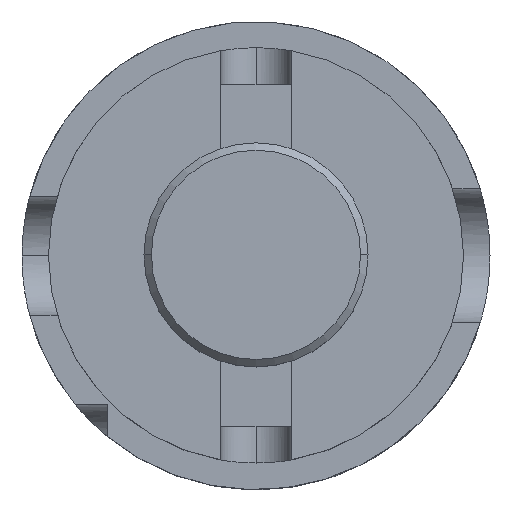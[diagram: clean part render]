
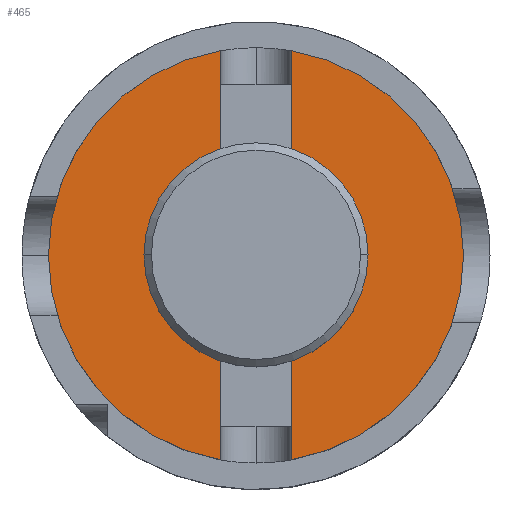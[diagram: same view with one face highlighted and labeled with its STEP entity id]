
A CAD part, top view. The second image highlights one B-rep face of the part: STEP entity #465.
In plain terms, the highlighted planar face has unit normal (0, 0, 1).
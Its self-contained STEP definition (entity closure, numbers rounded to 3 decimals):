
#111 = VERTEX_POINT ( 'NONE', #4590 ) ;
#112 = CARTESIAN_POINT ( 'NONE',  ( 0., 0., 60.198 ) ) ;
#174 = CARTESIAN_POINT ( 'NONE',  ( -27.94, 0., 60.198 ) ) ;
#232 = CIRCLE ( 'NONE', #762, 27.94 ) ;
#303 = VECTOR ( 'NONE', #439, 1000. ) ;
#323 = VERTEX_POINT ( 'NONE', #3562 ) ;
#345 = DIRECTION ( 'NONE',  ( 1., 0., 0. ) ) ;
#363 = LINE ( 'NONE', #2960, #3987 ) ;
#390 = CARTESIAN_POINT ( 'NONE',  ( -4.762, 27.531, 60.198 ) ) ;
#401 = VERTEX_POINT ( 'NONE', #1399 ) ;
#428 = DIRECTION ( 'NONE',  ( 0., 1., 0. ) ) ;
#439 = DIRECTION ( 'NONE',  ( 0., -1., 0. ) ) ;
#459 = DIRECTION ( 'NONE',  ( -1., 0., 0. ) ) ;
#465 = ADVANCED_FACE ( 'NONE', ( #1246, #1351 ), #3358, .T. ) ;
#490 = DIRECTION ( 'NONE',  ( 0., -1., 0. ) ) ;
#665 = ORIENTED_EDGE ( 'NONE', *, *, #2484, .T. ) ;
#745 = LINE ( 'NONE', #3118, #2433 ) ;
#762 = AXIS2_PLACEMENT_3D ( 'NONE', #3962, #2819, #3140 ) ;
#787 = DIRECTION ( 'NONE',  ( 0., 1., 0. ) ) ;
#824 = ORIENTED_EDGE ( 'NONE', *, *, #3662, .T. ) ;
#855 = VERTEX_POINT ( 'NONE', #3655 ) ;
#919 = DIRECTION ( 'NONE',  ( 1., 0., 0. ) ) ;
#963 = VECTOR ( 'NONE', #490, 1000. ) ;
#988 = LINE ( 'NONE', #2197, #1847 ) ;
#1212 = ORIENTED_EDGE ( 'NONE', *, *, #3929, .F. ) ;
#1218 = ORIENTED_EDGE ( 'NONE', *, *, #2877, .F. ) ;
#1246 = FACE_OUTER_BOUND ( 'NONE', #2712, .T. ) ;
#1331 = ORIENTED_EDGE ( 'NONE', *, *, #1697, .T. ) ;
#1351 = FACE_BOUND ( 'NONE', #3665, .T. ) ;
#1363 = EDGE_CURVE ( 'NONE', #1776, #3430, #232, .T. ) ;
#1393 = AXIS2_PLACEMENT_3D ( 'NONE', #1409, #3417, #1955 ) ;
#1399 = CARTESIAN_POINT ( 'NONE',  ( 4.763, 13.5, 60.198 ) ) ;
#1409 = CARTESIAN_POINT ( 'NONE',  ( 0., 0., 60.198 ) ) ;
#1438 = VERTEX_POINT ( 'NONE', #4279 ) ;
#1445 = ORIENTED_EDGE ( 'NONE', *, *, #3880, .F. ) ;
#1500 = CARTESIAN_POINT ( 'NONE',  ( 4.763, 27.94, 60.198 ) ) ;
#1504 = DIRECTION ( 'NONE',  ( 0., 0., -1. ) ) ;
#1632 = AXIS2_PLACEMENT_3D ( 'NONE', #2145, #4669, #345 ) ;
#1673 = CARTESIAN_POINT ( 'NONE',  ( 0., 0., 60.198 ) ) ;
#1680 = EDGE_CURVE ( 'NONE', #323, #1776, #1829, .T. ) ;
#1697 = EDGE_CURVE ( 'NONE', #1438, #111, #4586, .T. ) ;
#1776 = VERTEX_POINT ( 'NONE', #2329 ) ;
#1829 = CIRCLE ( 'NONE', #1393, 27.94 ) ;
#1847 = VECTOR ( 'NONE', #2552, 1000. ) ;
#1864 = CARTESIAN_POINT ( 'NONE',  ( 4.763, -27.531, 60.198 ) ) ;
#1879 = AXIS2_PLACEMENT_3D ( 'NONE', #2813, #3573, #3518 ) ;
#1955 = DIRECTION ( 'NONE',  ( -1., 0., 0. ) ) ;
#1995 = ORIENTED_EDGE ( 'NONE', *, *, #1680, .F. ) ;
#2043 = DIRECTION ( 'NONE',  ( -1., 0., 0. ) ) ;
#2046 = LINE ( 'NONE', #4099, #963 ) ;
#2049 = CIRCLE ( 'NONE', #4465, 27.94 ) ;
#2145 = CARTESIAN_POINT ( 'NONE',  ( 0., 27.94, 60.198 ) ) ;
#2197 = CARTESIAN_POINT ( 'NONE',  ( 4.763, 13.5, 60.198 ) ) ;
#2241 = EDGE_CURVE ( 'NONE', #111, #1438, #3146, .T. ) ;
#2289 = LINE ( 'NONE', #1500, #3145 ) ;
#2329 = CARTESIAN_POINT ( 'NONE',  ( 27.94, 0., 60.198 ) ) ;
#2342 = ORIENTED_EDGE ( 'NONE', *, *, #2825, .F. ) ;
#2433 = VECTOR ( 'NONE', #919, 1000. ) ;
#2436 = ORIENTED_EDGE ( 'NONE', *, *, #3519, .F. ) ;
#2450 = VERTEX_POINT ( 'NONE', #390 ) ;
#2484 = EDGE_CURVE ( 'NONE', #323, #401, #4160, .T. ) ;
#2552 = DIRECTION ( 'NONE',  ( 1., 0., 0. ) ) ;
#2603 = VERTEX_POINT ( 'NONE', #3101 ) ;
#2616 = DIRECTION ( 'NONE',  ( 0., 0., -1. ) ) ;
#2699 = CIRCLE ( 'NONE', #3067, 27.94 ) ;
#2712 = EDGE_LOOP ( 'NONE', ( #2436, #824, #2342, #4120, #1995, #665, #1445, #3864, #1218, #1212 ) ) ;
#2721 = VERTEX_POINT ( 'NONE', #3629 ) ;
#2790 = VERTEX_POINT ( 'NONE', #4037 ) ;
#2810 = EDGE_CURVE ( 'NONE', #2603, #2450, #363, .T. ) ;
#2813 = CARTESIAN_POINT ( 'NONE',  ( 0., 0., 60.198 ) ) ;
#2819 = DIRECTION ( 'NONE',  ( 0., 0., -1. ) ) ;
#2825 = EDGE_CURVE ( 'NONE', #3430, #855, #2289, .T. ) ;
#2877 = EDGE_CURVE ( 'NONE', #4115, #2450, #2049, .T. ) ;
#2960 = CARTESIAN_POINT ( 'NONE',  ( -4.762, 27.94, 60.198 ) ) ;
#3067 = AXIS2_PLACEMENT_3D ( 'NONE', #3683, #1504, #4039 ) ;
#3101 = CARTESIAN_POINT ( 'NONE',  ( -4.762, 13.5, 60.198 ) ) ;
#3118 = CARTESIAN_POINT ( 'NONE',  ( 4.763, -13.5, 60.198 ) ) ;
#3140 = DIRECTION ( 'NONE',  ( -1., 0., 0. ) ) ;
#3145 = VECTOR ( 'NONE', #428, 1000. ) ;
#3146 = CIRCLE ( 'NONE', #3516, 12.7 ) ;
#3358 = PLANE ( 'NONE',  #1632 ) ;
#3417 = DIRECTION ( 'NONE',  ( 0., 0., -1. ) ) ;
#3430 = VERTEX_POINT ( 'NONE', #1864 ) ;
#3516 = AXIS2_PLACEMENT_3D ( 'NONE', #1673, #4215, #2043 ) ;
#3518 = DIRECTION ( 'NONE',  ( -1., 0., 0. ) ) ;
#3519 = EDGE_CURVE ( 'NONE', #2790, #2721, #2046, .T. ) ;
#3562 = CARTESIAN_POINT ( 'NONE',  ( 4.763, 27.531, 60.198 ) ) ;
#3573 = DIRECTION ( 'NONE',  ( 0., 0., -1. ) ) ;
#3629 = CARTESIAN_POINT ( 'NONE',  ( -4.762, -27.531, 60.198 ) ) ;
#3655 = CARTESIAN_POINT ( 'NONE',  ( 4.763, -13.5, 60.198 ) ) ;
#3662 = EDGE_CURVE ( 'NONE', #2790, #855, #745, .T. ) ;
#3665 = EDGE_LOOP ( 'NONE', ( #1331, #3777 ) ) ;
#3683 = CARTESIAN_POINT ( 'NONE',  ( 0., 0., 60.198 ) ) ;
#3702 = CARTESIAN_POINT ( 'NONE',  ( 4.763, 27.94, 60.198 ) ) ;
#3777 = ORIENTED_EDGE ( 'NONE', *, *, #2241, .T. ) ;
#3864 = ORIENTED_EDGE ( 'NONE', *, *, #2810, .T. ) ;
#3880 = EDGE_CURVE ( 'NONE', #2603, #401, #988, .T. ) ;
#3929 = EDGE_CURVE ( 'NONE', #2721, #4115, #2699, .T. ) ;
#3962 = CARTESIAN_POINT ( 'NONE',  ( 0., 0., 60.198 ) ) ;
#3987 = VECTOR ( 'NONE', #787, 1000. ) ;
#4037 = CARTESIAN_POINT ( 'NONE',  ( -4.762, -13.5, 60.198 ) ) ;
#4039 = DIRECTION ( 'NONE',  ( -1., 0., 0. ) ) ;
#4099 = CARTESIAN_POINT ( 'NONE',  ( -4.762, 27.94, 60.198 ) ) ;
#4115 = VERTEX_POINT ( 'NONE', #174 ) ;
#4120 = ORIENTED_EDGE ( 'NONE', *, *, #1363, .F. ) ;
#4160 = LINE ( 'NONE', #3702, #303 ) ;
#4215 = DIRECTION ( 'NONE',  ( 0., 0., -1. ) ) ;
#4279 = CARTESIAN_POINT ( 'NONE',  ( -12.7, 0., 60.198 ) ) ;
#4465 = AXIS2_PLACEMENT_3D ( 'NONE', #112, #2616, #459 ) ;
#4586 = CIRCLE ( 'NONE', #1879, 12.7 ) ;
#4590 = CARTESIAN_POINT ( 'NONE',  ( 12.7, 0., 60.198 ) ) ;
#4669 = DIRECTION ( 'NONE',  ( 0., 0., 1. ) ) ;
